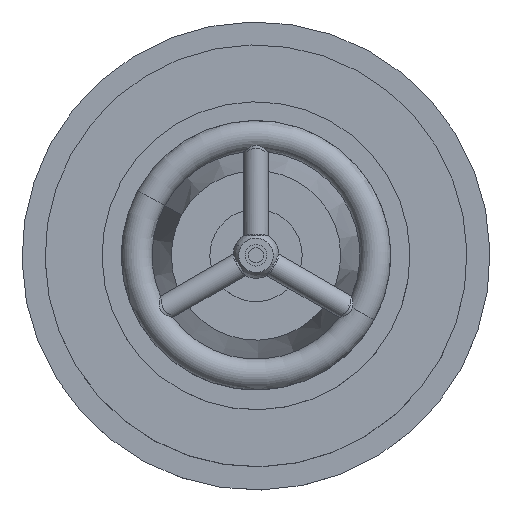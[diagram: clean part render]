
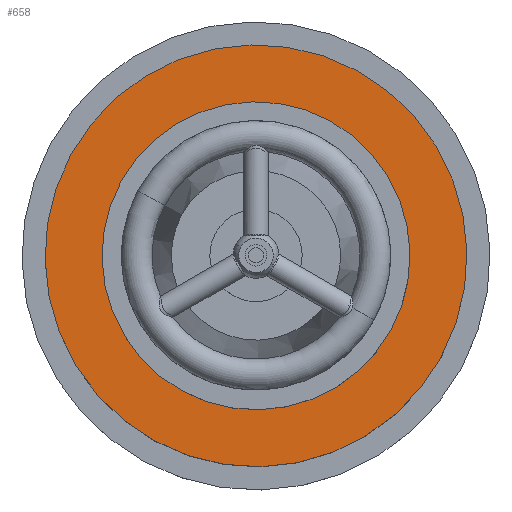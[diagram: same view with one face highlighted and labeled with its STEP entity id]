
A CAD part, top view. The second image highlights one B-rep face of the part: STEP entity #658.
In plain terms, the highlighted planar face has unit normal (0, 0, 1).
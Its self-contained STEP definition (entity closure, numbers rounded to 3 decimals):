
#658=ADVANCED_FACE('PartBody',(#1418),#1419,.F.);
#1418=FACE_OUTER_BOUND('',#3945,.T.);
#1419=PLANE('',#3946);
#3945=EDGE_LOOP('',(#5656,#5657));
#3946=AXIS2_PLACEMENT_3D('',#5658,#5659,#5660);
#5656=ORIENTED_EDGE('',*,*,#6926,.F.);
#5657=ORIENTED_EDGE('',*,*,#6936,.F.);
#5658=CARTESIAN_POINT('',(-10.0,0.0,514.0));
#5659=DIRECTION('',(0.0,0.0,-1.0));
#5660=DIRECTION('',(0.0,-1.0,0.0));
#6926=EDGE_CURVE('',#7966,#7962,#7968,.F.);
#6936=EDGE_CURVE('',#7962,#7966,#7982,.F.);
#7962=VERTEX_POINT('',#9956);
#7966=VERTEX_POINT('',#9961);
#7968=CIRCLE('',#9964,137.0);
#7982=CIRCLE('',#9980,137.0);
#9956=CARTESIAN_POINT('',(110.229,-65.681,514.0));
#9961=CARTESIAN_POINT('',(-130.229,65.681,514.0));
#9964=AXIS2_PLACEMENT_3D('',#11387,#11388,#11389);
#9980=AXIS2_PLACEMENT_3D('',#11404,#11405,#11406);
#11387=CARTESIAN_POINT('',(-10.0,0.0,514.0));
#11388=DIRECTION('',(-0.0,0.0,1.0));
#11389=DIRECTION('',(0.878,-0.479,0.0));
#11404=CARTESIAN_POINT('',(-10.0,0.0,514.0));
#11405=DIRECTION('',(-0.0,0.0,1.0));
#11406=DIRECTION('',(0.878,-0.479,0.0));
